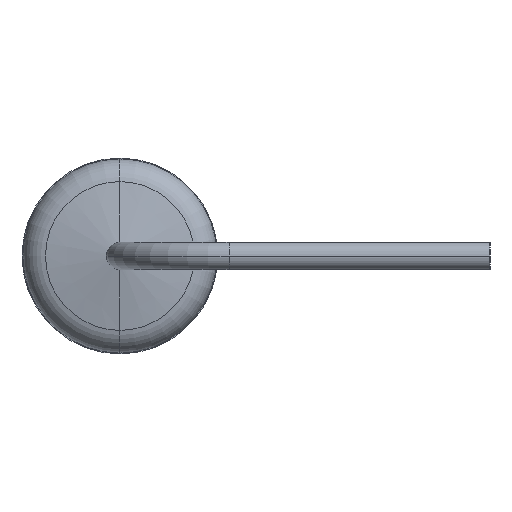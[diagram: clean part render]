
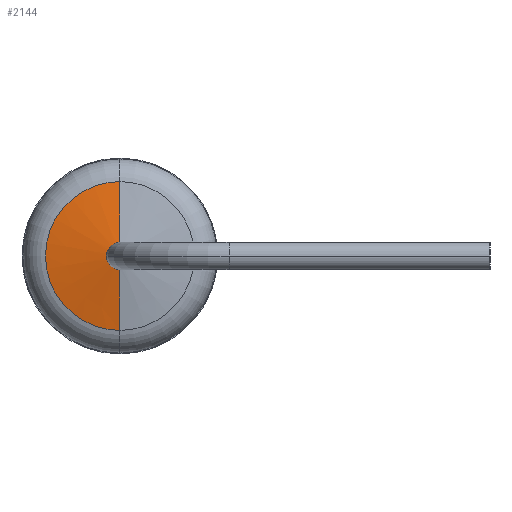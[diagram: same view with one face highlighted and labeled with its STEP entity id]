
A CAD part, left-side view. The second image highlights one B-rep face of the part: STEP entity #2144.
In plain terms, the highlighted conical face has half-angle 80 degrees and reference radius 5671.28 mm.
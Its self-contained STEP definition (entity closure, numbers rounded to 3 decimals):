
#15 = CARTESIAN_POINT ( 'NONE',  ( -2.974, 0., 0.15 ) ) ;
#95 = EDGE_CURVE ( 'NONE', #1312, #1016, #301, .T. ) ;
#116 = LINE ( 'NONE', #832, #1669 ) ;
#254 = DIRECTION ( 'NONE',  ( 0., 0., -1. ) ) ;
#255 = AXIS2_PLACEMENT_3D ( 'NONE', #2116, #2308, #1763 ) ;
#301 = CIRCLE ( 'NONE', #1127, 0.817 ) ;
#560 = CONICAL_SURFACE ( 'NONE', #1388, 5671.282, 1.396 ) ;
#618 = CARTESIAN_POINT ( 'NONE',  ( -2.856, 0., 0. ) ) ;
#650 = DIRECTION ( 'NONE',  ( 0.174, 0., 0.985 ) ) ;
#654 = VERTEX_POINT ( 'NONE', #1335 ) ;
#684 = EDGE_CURVE ( 'NONE', #654, #1016, #1308, .T. ) ;
#791 = DIRECTION ( 'NONE',  ( 0.174, 0., -0.985 ) ) ;
#832 = CARTESIAN_POINT ( 'NONE',  ( -3., 0., 0. ) ) ;
#940 = FACE_OUTER_BOUND ( 'NONE', #1883, .T. ) ;
#1016 = VERTEX_POINT ( 'NONE', #1697 ) ;
#1032 = ORIENTED_EDGE ( 'NONE', *, *, #95, .T. ) ;
#1127 = AXIS2_PLACEMENT_3D ( 'NONE', #618, #2262, #1305 ) ;
#1273 = CIRCLE ( 'NONE', #255, 0.15 ) ;
#1305 = DIRECTION ( 'NONE',  ( 0., 0., 1. ) ) ;
#1308 = LINE ( 'NONE', #1648, #1702 ) ;
#1312 = VERTEX_POINT ( 'NONE', #1511 ) ;
#1335 = CARTESIAN_POINT ( 'NONE',  ( -2.974, 0., -0.15 ) ) ;
#1348 = ORIENTED_EDGE ( 'NONE', *, *, #684, .F. ) ;
#1388 = AXIS2_PLACEMENT_3D ( 'NONE', #1514, #1872, #254 ) ;
#1418 = EDGE_CURVE ( 'NONE', #1893, #1312, #116, .T. ) ;
#1438 = ORIENTED_EDGE ( 'NONE', *, *, #1922, .F. ) ;
#1511 = CARTESIAN_POINT ( 'NONE',  ( -2.856, 0., 0.817 ) ) ;
#1514 = CARTESIAN_POINT ( 'NONE',  ( 997., 0., 0. ) ) ;
#1648 = CARTESIAN_POINT ( 'NONE',  ( -3., 0., 0. ) ) ;
#1669 = VECTOR ( 'NONE', #650, 1000. ) ;
#1697 = CARTESIAN_POINT ( 'NONE',  ( -2.856, 0., -0.817 ) ) ;
#1702 = VECTOR ( 'NONE', #791, 1000. ) ;
#1763 = DIRECTION ( 'NONE',  ( 0., 0., -1. ) ) ;
#1778 = ORIENTED_EDGE ( 'NONE', *, *, #1418, .T. ) ;
#1872 = DIRECTION ( 'NONE',  ( 1., 0., 0. ) ) ;
#1883 = EDGE_LOOP ( 'NONE', ( #1438, #1778, #1032, #1348 ) ) ;
#1893 = VERTEX_POINT ( 'NONE', #15 ) ;
#1922 = EDGE_CURVE ( 'NONE', #1893, #654, #1273, .T. ) ;
#2116 = CARTESIAN_POINT ( 'NONE',  ( -2.974, 0., 0. ) ) ;
#2144 = ADVANCED_FACE ( 'NONE', ( #940 ), #560, .T. ) ;
#2262 = DIRECTION ( 'NONE',  ( -1., 0., 0. ) ) ;
#2308 = DIRECTION ( 'NONE',  ( -1., 0., 0. ) ) ;
